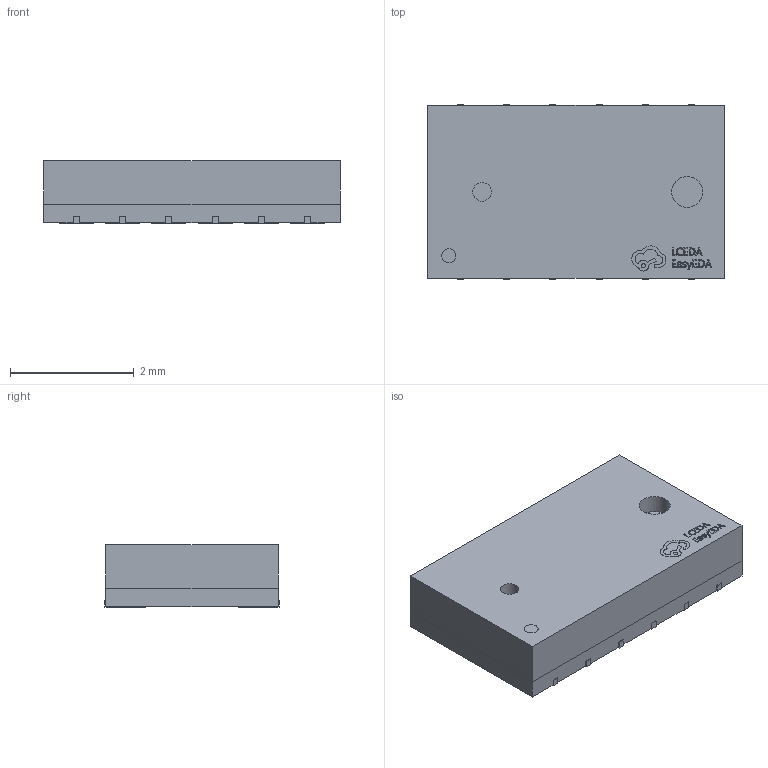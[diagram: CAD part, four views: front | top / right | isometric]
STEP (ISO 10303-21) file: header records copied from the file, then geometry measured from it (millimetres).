
FILE_DESCRIPTION (( 'STEP AP214' ), '1' );
FILE_NAME ('LGA-12_L4.8-W2.8-P0.75-BL.step', '2022-07-04T13:21:32', ( '' ), ( '' ), 'SwSTEP 2.0', 'SolidWorks 2020', '' );
FILE_SCHEMA (( 'AUTOMOTIVE_DESIGN' ));
Length unit declared in the file: millimetre
Products named in the file (1): LGA-12_L4.8-W2.8-P0.75-BL
Bounding box: 4.8 x 2.82 x 1.01 mm (x, y, z)
Volume: 13.4 mm3; surface area: 70.1 mm2
Topology: 2 solids, 2 shells, 428 faces, 1182 edges, 788 vertices
Faces by surface type: plane 310, bspline 112, cylinder 6
Entity records: 19421 total; most frequent: CARTESIAN_POINT 4503, ORIENTED_EDGE 2364, DIRECTION 1600, EDGE_CURVE 1182, VECTOR 942, LINE 942, VERTEX_POINT 788, EDGE_LOOP 458
